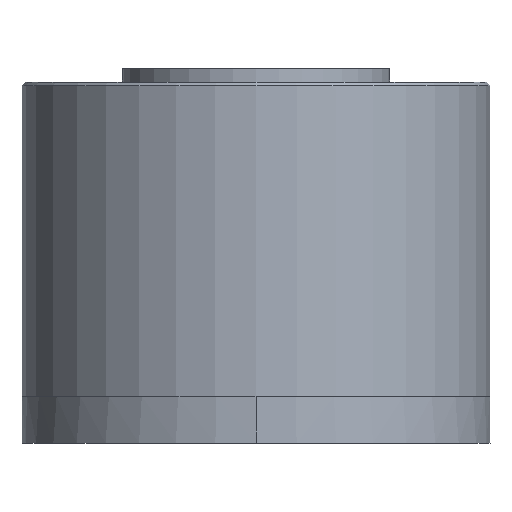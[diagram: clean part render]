
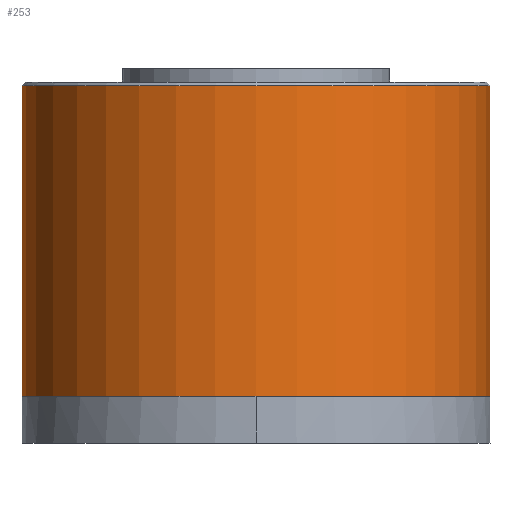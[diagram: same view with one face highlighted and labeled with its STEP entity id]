
A CAD part, left-side view. The second image highlights one B-rep face of the part: STEP entity #253.
In plain terms, the highlighted cylindrical face has radius 17.5 mm (diameter 35 mm), a partial arc.
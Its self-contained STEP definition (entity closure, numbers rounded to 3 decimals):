
#63 = EDGE_CURVE ( 'NONE', #2120, #1696, #1923, .T. ) ;
#65 = CARTESIAN_POINT ( 'NONE',  ( 0., -17.5, 3.5 ) ) ;
#212 = DIRECTION ( 'NONE',  ( 0., 0., 1. ) ) ;
#223 = VECTOR ( 'NONE', #212, 1000. ) ;
#253 = ADVANCED_FACE ( 'NONE', ( #2495 ), #517, .T. ) ;
#290 = CIRCLE ( 'NONE', #1941, 17.5 ) ;
#296 = CARTESIAN_POINT ( 'NONE',  ( 0., 0., 26.75 ) ) ;
#469 = DIRECTION ( 'NONE',  ( 0., 0., -1. ) ) ;
#517 = CYLINDRICAL_SURFACE ( 'NONE', #1810, 17.5 ) ;
#541 = LINE ( 'NONE', #823, #223 ) ;
#558 = VECTOR ( 'NONE', #2670, 1000. ) ;
#722 = ORIENTED_EDGE ( 'NONE', *, *, #1102, .F. ) ;
#764 = CARTESIAN_POINT ( 'NONE',  ( 0., 17.5, 26.75 ) ) ;
#823 = CARTESIAN_POINT ( 'NONE',  ( 0., 17.5, 3.5 ) ) ;
#828 = CIRCLE ( 'NONE', #2199, 17.5 ) ;
#875 = CARTESIAN_POINT ( 'NONE',  ( 0., 0., 3.5 ) ) ;
#946 = DIRECTION ( 'NONE',  ( 0., 0., -1. ) ) ;
#1081 = DIRECTION ( 'NONE',  ( 0., 1., 0. ) ) ;
#1102 = EDGE_CURVE ( 'NONE', #2120, #2209, #828, .T. ) ;
#1150 = CARTESIAN_POINT ( 'NONE',  ( 0., -17.5, 3.5 ) ) ;
#1151 = ORIENTED_EDGE ( 'NONE', *, *, #2446, .T. ) ;
#1533 = EDGE_CURVE ( 'NONE', #2209, #2327, #541, .T. ) ;
#1562 = DIRECTION ( 'NONE',  ( 0., -1., 0. ) ) ;
#1571 = ORIENTED_EDGE ( 'NONE', *, *, #1533, .F. ) ;
#1696 = VERTEX_POINT ( 'NONE', #2381 ) ;
#1810 = AXIS2_PLACEMENT_3D ( 'NONE', #875, #1942, #1081 ) ;
#1923 = LINE ( 'NONE', #1150, #558 ) ;
#1941 = AXIS2_PLACEMENT_3D ( 'NONE', #296, #946, #1562 ) ;
#1942 = DIRECTION ( 'NONE',  ( 0., 0., 1. ) ) ;
#2006 = CARTESIAN_POINT ( 'NONE',  ( 0., 17.5, 3.5 ) ) ;
#2120 = VERTEX_POINT ( 'NONE', #65 ) ;
#2152 = ORIENTED_EDGE ( 'NONE', *, *, #63, .T. ) ;
#2199 = AXIS2_PLACEMENT_3D ( 'NONE', #2356, #469, #2366 ) ;
#2209 = VERTEX_POINT ( 'NONE', #2006 ) ;
#2324 = EDGE_LOOP ( 'NONE', ( #722, #2152, #1151, #1571 ) ) ;
#2327 = VERTEX_POINT ( 'NONE', #764 ) ;
#2356 = CARTESIAN_POINT ( 'NONE',  ( 0., 0., 3.5 ) ) ;
#2366 = DIRECTION ( 'NONE',  ( 0., -1., 0. ) ) ;
#2381 = CARTESIAN_POINT ( 'NONE',  ( 0., -17.5, 26.75 ) ) ;
#2446 = EDGE_CURVE ( 'NONE', #1696, #2327, #290, .T. ) ;
#2495 = FACE_OUTER_BOUND ( 'NONE', #2324, .T. ) ;
#2670 = DIRECTION ( 'NONE',  ( 0., 0., 1. ) ) ;
